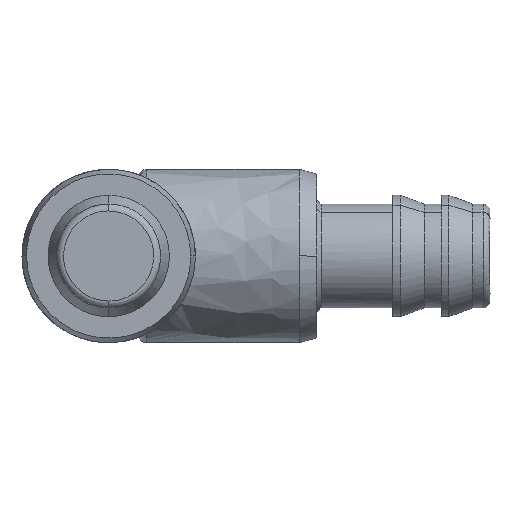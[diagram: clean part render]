
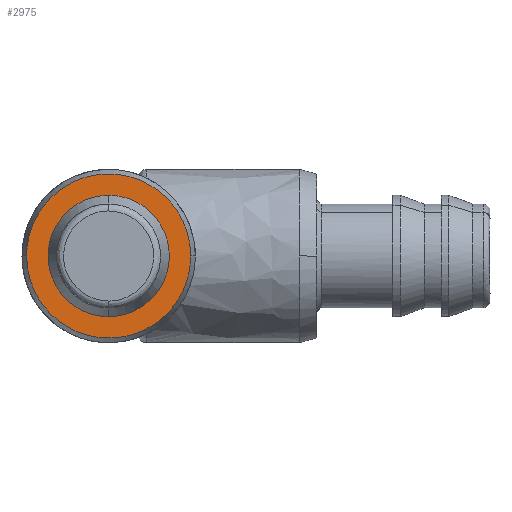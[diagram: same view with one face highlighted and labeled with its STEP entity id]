
A CAD part, left-side view. The second image highlights one B-rep face of the part: STEP entity #2975.
In plain terms, the highlighted free-form (B-spline) face has degree [1, 1] with [2, 2] control points.
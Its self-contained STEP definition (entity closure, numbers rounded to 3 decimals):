
#9 = FACE_BOUND ( 'NONE', #603, .T. ) ;
#57 = EDGE_CURVE ( 'NONE', #4888, #1484, #458, .T. ) ;
#181 = CARTESIAN_POINT ( 'NONE',  ( -12., 16.732, 0. ) ) ;
#201 = CARTESIAN_POINT ( 'NONE',  ( -12., 10.362, -2.839 ) ) ;
#247 = CARTESIAN_POINT ( 'NONE',  ( -12., 12., 3.25 ) ) ;
#298 = CARTESIAN_POINT ( 'NONE',  ( -12., 12., 3.25 ) ) ;
#313 = CARTESIAN_POINT ( 'NONE',  ( -12., 10.763, -4.61 ) ) ;
#318 = CARTESIAN_POINT ( 'NONE',  ( -12., 16.789, 4.789 ) ) ;
#458 = B_SPLINE_CURVE_WITH_KNOTS ( 'NONE', 3,
 ( #4915, #2779, #5291, #4460, #2417, #4898, #2361, #4439, #742, #5307, #313, #1116, #1957, #2836, #1996, #4501, #4039, #2379 ),
 .UNSPECIFIED., .F., .F.,
 ( 4, 2, 2, 2, 2, 2, 2, 2, 4 ),
 ( 0., 0.393, 0.785, 1.178, 1.571, 1.963, 2.356, 2.749, 3.142 ),
 .UNSPECIFIED. ) ;
#516 = CARTESIAN_POINT ( 'NONE',  ( -12., 8.75, 0.427 ) ) ;
#551 = CARTESIAN_POINT ( 'NONE',  ( -12., 9.4, -1.996 ) ) ;
#573 = CARTESIAN_POINT ( 'NONE',  ( -12., 7.268, 0.621 ) ) ;
#603 = EDGE_LOOP ( 'NONE', ( #4666, #3907 ) ) ;
#691 = CARTESIAN_POINT ( 'NONE',  ( -12., 14.839, -1.638 ) ) ;
#711 = CARTESIAN_POINT ( 'NONE',  ( -12., 12.849, -3.166 ) ) ;
#742 = CARTESIAN_POINT ( 'NONE',  ( -12., 12.621, -4.732 ) ) ;
#964 = CARTESIAN_POINT ( 'NONE',  ( -12., 10.362, 2.839 ) ) ;
#1038 = CARTESIAN_POINT ( 'NONE',  ( -12., 13.638, 2.839 ) ) ;
#1053 = EDGE_LOOP ( 'NONE', ( #2710, #4695 ) ) ;
#1116 = CARTESIAN_POINT ( 'NONE',  ( -12., 9.615, -4.134 ) ) ;
#1388 = CARTESIAN_POINT ( 'NONE',  ( -12., 11.151, 3.166 ) ) ;
#1484 = VERTEX_POINT ( 'NONE', #5327 ) ;
#1488 = CARTESIAN_POINT ( 'NONE',  ( -12., 15.166, 0.849 ) ) ;
#1721 = CARTESIAN_POINT ( 'NONE',  ( -12., 8.834, 0.849 ) ) ;
#1730 = FACE_OUTER_BOUND ( 'NONE', #1053, .T. ) ;
#1739 = CARTESIAN_POINT ( 'NONE',  ( -12., 9.161, -1.638 ) ) ;
#1754 = CARTESIAN_POINT ( 'NONE',  ( -12., 12., 3.25 ) ) ;
#1777 = CARTESIAN_POINT ( 'NONE',  ( -12., 16.732, 0.621 ) ) ;
#1904 = CARTESIAN_POINT ( 'NONE',  ( -12., 12.427, 3.25 ) ) ;
#1957 = CARTESIAN_POINT ( 'NONE',  ( -12., 9.093, -3.786 ) ) ;
#1996 = CARTESIAN_POINT ( 'NONE',  ( -12., 7.866, -2.385 ) ) ;
#2130 = B_SPLINE_CURVE_WITH_KNOTS ( 'NONE', 3,
 ( #4740, #573, #3037, #5149, #4722, #3118, #3487, #3470, #3449, #2669, #4706, #5131, #3055, #2691, #2649, #5190, #1777, #181 ),
 .UNSPECIFIED., .F., .F.,
 ( 4, 2, 2, 2, 2, 2, 2, 2, 4 ),
 ( 0., 0.393, 0.785, 1.178, 1.571, 1.963, 2.356, 2.749, 3.142 ),
 .UNSPECIFIED. ) ;
#2316 = EDGE_CURVE ( 'NONE', #4812, #2744, #2832, .T. ) ;
#2361 = CARTESIAN_POINT ( 'NONE',  ( -12., 14.385, -4.134 ) ) ;
#2379 = CARTESIAN_POINT ( 'NONE',  ( -12., 7.268, 0. ) ) ;
#2417 = CARTESIAN_POINT ( 'NONE',  ( -12., 15.786, -2.907 ) ) ;
#2595 = CARTESIAN_POINT ( 'NONE',  ( -12., 10.004, 2.6 ) ) ;
#2649 = CARTESIAN_POINT ( 'NONE',  ( -12., 16.134, 2.385 ) ) ;
#2669 = CARTESIAN_POINT ( 'NONE',  ( -12., 12.621, 4.732 ) ) ;
#2691 = CARTESIAN_POINT ( 'NONE',  ( -12., 15.786, 2.907 ) ) ;
#2693 = CARTESIAN_POINT ( 'NONE',  ( -12., 15.25, 0.427 ) ) ;
#2710 = ORIENTED_EDGE ( 'NONE', *, *, #57, .T. ) ;
#2715 = CARTESIAN_POINT ( 'NONE',  ( -12., 15.25, -0.427 ) ) ;
#2744 = VERTEX_POINT ( 'NONE', #4743 ) ;
#2779 = CARTESIAN_POINT ( 'NONE',  ( -12., 16.732, -0.621 ) ) ;
#2786 = CARTESIAN_POINT ( 'NONE',  ( -12., 16.789, -4.789 ) ) ;
#2832 = B_SPLINE_CURVE_WITH_KNOTS ( 'NONE', 3,
 ( #1754, #3011, #1388, #964, #2595, #3436, #4688, #1721, #516, #3023, #4250, #1739, #551, #5166, #201, #4320, #4738, #4762 ),
 .UNSPECIFIED., .F., .F.,
 ( 4, 2, 2, 2, 2, 2, 2, 2, 4 ),
 ( 0., 0.393, 0.785, 1.178, 1.571, 1.963, 2.356, 2.749, 3.142 ),
 .UNSPECIFIED. ) ;
#2836 = CARTESIAN_POINT ( 'NONE',  ( -12., 8.214, -2.907 ) ) ;
#2919 = CARTESIAN_POINT ( 'NONE',  ( -12., 16.732, 0. ) ) ;
#2975 = ADVANCED_FACE ( 'NONE', ( #9, #1730 ), #3337, .T. ) ;
#3011 = CARTESIAN_POINT ( 'NONE',  ( -12., 11.573, 3.25 ) ) ;
#3023 = CARTESIAN_POINT ( 'NONE',  ( -12., 8.75, -0.427 ) ) ;
#3037 = CARTESIAN_POINT ( 'NONE',  ( -12., 7.39, 1.237 ) ) ;
#3055 = CARTESIAN_POINT ( 'NONE',  ( -12., 14.907, 3.786 ) ) ;
#3118 = CARTESIAN_POINT ( 'NONE',  ( -12., 9.093, 3.786 ) ) ;
#3161 = CARTESIAN_POINT ( 'NONE',  ( -12., 14.6, -1.996 ) ) ;
#3188 = B_SPLINE_CURVE_WITH_KNOTS ( 'NONE', 3,
 ( #5261, #4824, #711, #3929, #3577, #3161, #691, #4005, #2715, #2693, #1488, #3525, #4422, #3595, #1038, #5237, #1904, #247 ),
 .UNSPECIFIED., .F., .F.,
 ( 4, 2, 2, 2, 2, 2, 2, 2, 4 ),
 ( 0., 0.393, 0.785, 1.178, 1.571, 1.963, 2.356, 2.749, 3.142 ),
 .UNSPECIFIED. ) ;
#3219 = CARTESIAN_POINT ( 'NONE',  ( -12., 7.211, -4.789 ) ) ;
#3337 = B_SPLINE_SURFACE_WITH_KNOTS ( 'NONE', 1, 1, ( 
 ( #2786, #318 ),
 ( #3219, #4905 ) ),
 .UNSPECIFIED., .F., .F., .F.,
 ( 2, 2 ),
 ( 2, 2 ),
 ( 0., 1. ),
 ( 0., 1. ),
 .UNSPECIFIED. ) ;
#3436 = CARTESIAN_POINT ( 'NONE',  ( -12., 9.4, 1.996 ) ) ;
#3449 = CARTESIAN_POINT ( 'NONE',  ( -12., 11.379, 4.732 ) ) ;
#3450 = EDGE_CURVE ( 'NONE', #1484, #4888, #2130, .T. ) ;
#3470 = CARTESIAN_POINT ( 'NONE',  ( -12., 10.763, 4.61 ) ) ;
#3487 = CARTESIAN_POINT ( 'NONE',  ( -12., 9.615, 4.134 ) ) ;
#3525 = CARTESIAN_POINT ( 'NONE',  ( -12., 14.839, 1.638 ) ) ;
#3577 = CARTESIAN_POINT ( 'NONE',  ( -12., 13.996, -2.6 ) ) ;
#3595 = CARTESIAN_POINT ( 'NONE',  ( -12., 13.996, 2.6 ) ) ;
#3907 = ORIENTED_EDGE ( 'NONE', *, *, #2316, .T. ) ;
#3929 = CARTESIAN_POINT ( 'NONE',  ( -12., 13.638, -2.839 ) ) ;
#4005 = CARTESIAN_POINT ( 'NONE',  ( -12., 15.166, -0.849 ) ) ;
#4039 = CARTESIAN_POINT ( 'NONE',  ( -12., 7.268, -0.621 ) ) ;
#4250 = CARTESIAN_POINT ( 'NONE',  ( -12., 8.834, -0.849 ) ) ;
#4320 = CARTESIAN_POINT ( 'NONE',  ( -12., 11.151, -3.166 ) ) ;
#4422 = CARTESIAN_POINT ( 'NONE',  ( -12., 14.6, 1.996 ) ) ;
#4439 = CARTESIAN_POINT ( 'NONE',  ( -12., 13.237, -4.61 ) ) ;
#4460 = CARTESIAN_POINT ( 'NONE',  ( -12., 16.134, -2.385 ) ) ;
#4501 = CARTESIAN_POINT ( 'NONE',  ( -12., 7.39, -1.237 ) ) ;
#4666 = ORIENTED_EDGE ( 'NONE', *, *, #4732, .T. ) ;
#4688 = CARTESIAN_POINT ( 'NONE',  ( -12., 9.161, 1.638 ) ) ;
#4695 = ORIENTED_EDGE ( 'NONE', *, *, #3450, .T. ) ;
#4706 = CARTESIAN_POINT ( 'NONE',  ( -12., 13.237, 4.61 ) ) ;
#4722 = CARTESIAN_POINT ( 'NONE',  ( -12., 8.214, 2.907 ) ) ;
#4732 = EDGE_CURVE ( 'NONE', #2744, #4812, #3188, .T. ) ;
#4738 = CARTESIAN_POINT ( 'NONE',  ( -12., 11.573, -3.25 ) ) ;
#4740 = CARTESIAN_POINT ( 'NONE',  ( -12., 7.268, 0. ) ) ;
#4743 = CARTESIAN_POINT ( 'NONE',  ( -12., 12., -3.25 ) ) ;
#4762 = CARTESIAN_POINT ( 'NONE',  ( -12., 12., -3.25 ) ) ;
#4812 = VERTEX_POINT ( 'NONE', #298 ) ;
#4824 = CARTESIAN_POINT ( 'NONE',  ( -12., 12.427, -3.25 ) ) ;
#4888 = VERTEX_POINT ( 'NONE', #2919 ) ;
#4898 = CARTESIAN_POINT ( 'NONE',  ( -12., 14.907, -3.786 ) ) ;
#4905 = CARTESIAN_POINT ( 'NONE',  ( -12., 7.211, 4.789 ) ) ;
#4915 = CARTESIAN_POINT ( 'NONE',  ( -12., 16.732, 0. ) ) ;
#5131 = CARTESIAN_POINT ( 'NONE',  ( -12., 14.385, 4.134 ) ) ;
#5149 = CARTESIAN_POINT ( 'NONE',  ( -12., 7.866, 2.385 ) ) ;
#5166 = CARTESIAN_POINT ( 'NONE',  ( -12., 10.004, -2.6 ) ) ;
#5190 = CARTESIAN_POINT ( 'NONE',  ( -12., 16.61, 1.237 ) ) ;
#5237 = CARTESIAN_POINT ( 'NONE',  ( -12., 12.849, 3.166 ) ) ;
#5261 = CARTESIAN_POINT ( 'NONE',  ( -12., 12., -3.25 ) ) ;
#5291 = CARTESIAN_POINT ( 'NONE',  ( -12., 16.61, -1.237 ) ) ;
#5307 = CARTESIAN_POINT ( 'NONE',  ( -12., 11.379, -4.732 ) ) ;
#5327 = CARTESIAN_POINT ( 'NONE',  ( -12., 7.268, 0. ) ) ;
